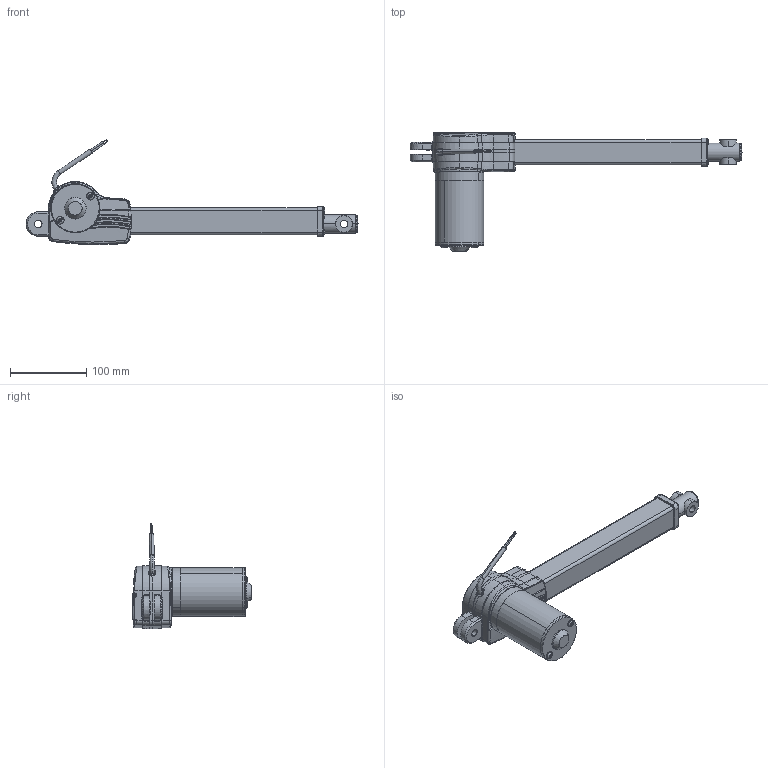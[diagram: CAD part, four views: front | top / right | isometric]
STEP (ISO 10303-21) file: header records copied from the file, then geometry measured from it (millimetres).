
FILE_DESCRIPTION (( 'STEP AP203' ), '1' );
FILE_NAME ('810-3D.STEP', '2020-07-22T06:09:49', ( '' ), ( '' ), 'SwSTEP 2.0', 'SolidWorks 2018', '' );
FILE_SCHEMA (( 'CONFIG_CONTROL_DESIGN' ));
Length unit declared in the file: millimetre
Products named in the file (1): 810-3D
Bounding box: 434.2 x 155.4 x 137.66 mm (x, y, z)
Volume: 994329.9 mm3; surface area: 98271.7 mm2
Topology: 11 solids, 11 shells, 936 faces, 2426 edges, 1518 vertices
Faces by surface type: cone 386, plane 203, cylinder 149, bspline 132, sphere 34, torus 32
Entity records: 40386 total; most frequent: CARTESIAN_POINT 19266, ORIENTED_EDGE 4796, DIRECTION 3931, EDGE_CURVE 2398, AXIS2_PLACEMENT_3D 1587, VERTEX_POINT 1518, EDGE_LOOP 976, ADVANCED_FACE 936
